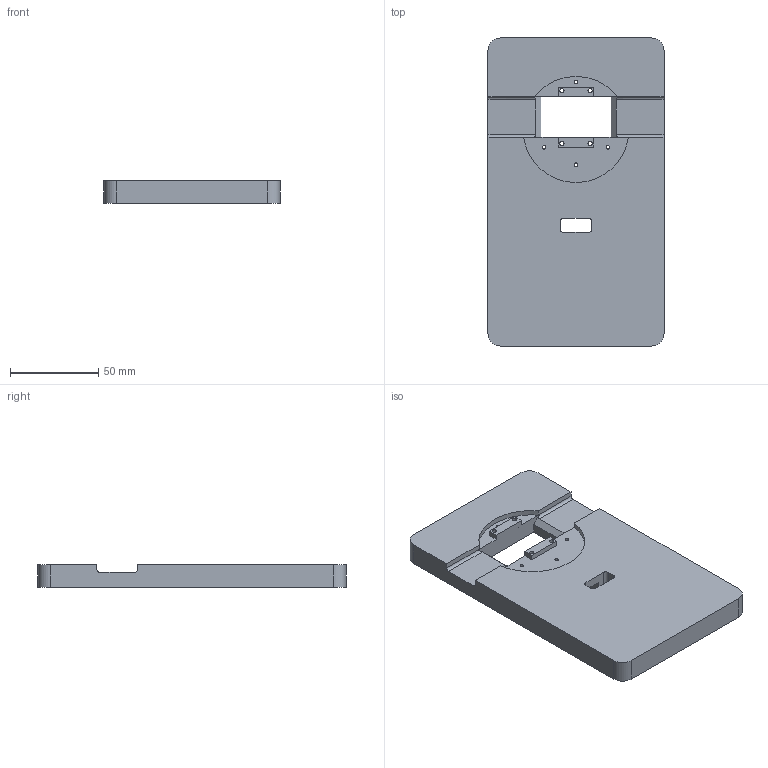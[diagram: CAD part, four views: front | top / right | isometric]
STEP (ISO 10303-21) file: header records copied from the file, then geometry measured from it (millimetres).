
FILE_DESCRIPTION(('HOOPS Exchange Step'),'2;1');
FILE_NAME('temp_export','2025-01-14T13:01:00+10:00',('mobile'),('Shapr3D Limited'),'HOOPS Exchange 2024.6','Shapr3D','Authorized');
FILE_SCHEMA( ('AP242_MANAGED_MODEL_BASED_3D_ENGINEERING_MIM_LF {1 0 10303 442 1 1 4 }') );
Length unit declared in the file: millimetre
Products named in the file (1): root
Bounding box: 100 x 175 x 13 mm (x, y, z)
Volume: 199398.7 mm3; surface area: 44126.1 mm2
Topology: 1 solids, 1 shells, 91 faces, 257 edges, 174 vertices
Faces by surface type: plane 53, cylinder 26, bspline 12
Full cylindrical faces by diameter (mm): 2 x4, 2.4 x4, 6 x4
Entity records: 3259 total; most frequent: CARTESIAN_POINT 832, ORIENTED_EDGE 514, DIRECTION 459, EDGE_CURVE 257, VERTEX_POINT 174, VECTOR 169, LINE 169, AXIS2_PLACEMENT_3D 145
